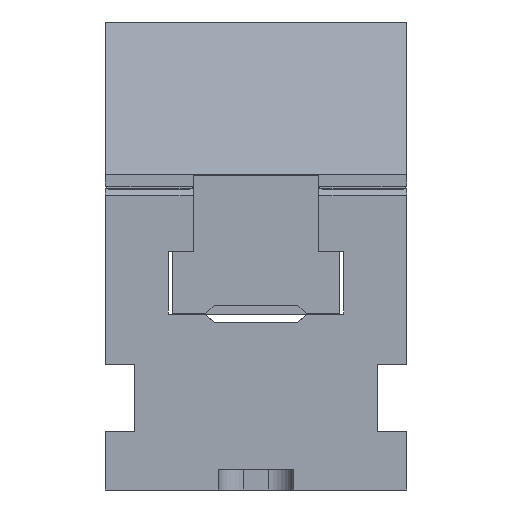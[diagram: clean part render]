
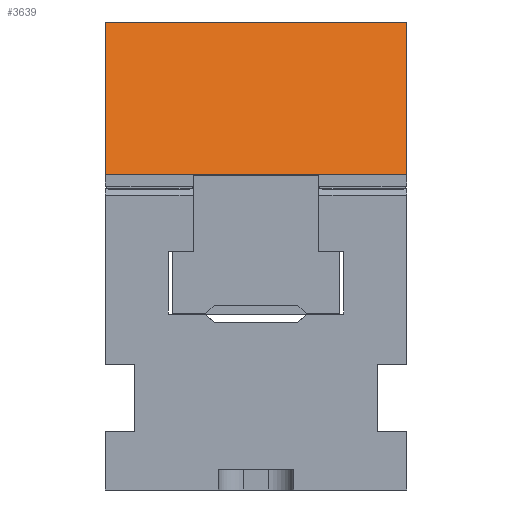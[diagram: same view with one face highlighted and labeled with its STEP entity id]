
A CAD part, front view. The second image highlights one B-rep face of the part: STEP entity #3639.
In plain terms, the highlighted face is planar.
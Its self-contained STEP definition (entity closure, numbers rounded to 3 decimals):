
#3639 = ADVANCED_FACE( '', ( #8509 ), #8510, .T. );
#8509 = FACE_OUTER_BOUND( '', #14787, .T. );
#8510 = PLANE( '', #14788 );
#14787 = EDGE_LOOP( '', ( #25843, #25844, #25845, #25846 ) );
#14788 = AXIS2_PLACEMENT_3D( '', #25847, #25848, #25849 );
#25843 = ORIENTED_EDGE( '', *, *, #38817, .F. );
#25844 = ORIENTED_EDGE( '', *, *, #42214, .F. );
#25845 = ORIENTED_EDGE( '', *, *, #42215, .T. );
#25846 = ORIENTED_EDGE( '', *, *, #40481, .T. );
#25847 = CARTESIAN_POINT( '', ( 36., 27.25, 40. ) );
#25848 = DIRECTION( '', ( 0., 0.966, 0.259 ) );
#25849 = DIRECTION( '', ( 0., -0.259, 0.966 ) );
#38817 = EDGE_CURVE( '', #46986, #46988, #46989, .T. );
#40481 = EDGE_CURVE( '', #49867, #46988, #49884, .T. );
#42214 = EDGE_CURVE( '', #52694, #46986, #52695, .T. );
#42215 = EDGE_CURVE( '', #52694, #49867, #52696, .T. );
#46986 = VERTEX_POINT( '', #58896 );
#46988 = VERTEX_POINT( '', #58899 );
#46989 = LINE( '', #58900, #58901 );
#49867 = VERTEX_POINT( '', #63136 );
#49884 = LINE( '', #63162, #63163 );
#52694 = VERTEX_POINT( '', #67402 );
#52695 = LINE( '', #67403, #67404 );
#52696 = LINE( '', #67405, #67406 );
#58896 = CARTESIAN_POINT( '', ( -36., 27.25, 40. ) );
#58899 = CARTESIAN_POINT( '', ( -36., 37., 3.613 ) );
#58900 = CARTESIAN_POINT( '', ( -36., 27.25, 40. ) );
#58901 = VECTOR( '', #74418, 1000. );
#63136 = CARTESIAN_POINT( '', ( 36., 37., 3.613 ) );
#63162 = CARTESIAN_POINT( '', ( 36., 37., 3.613 ) );
#63163 = VECTOR( '', #75950, 1000. );
#67402 = CARTESIAN_POINT( '', ( 36., 27.25, 40. ) );
#67403 = CARTESIAN_POINT( '', ( 36., 27.25, 40. ) );
#67404 = VECTOR( '', #77530, 1000. );
#67405 = CARTESIAN_POINT( '', ( 36., 27.25, 40. ) );
#67406 = VECTOR( '', #77531, 1000. );
#74418 = DIRECTION( '', ( 0., 0.259, -0.966 ) );
#75950 = DIRECTION( '', ( -1., 0., 0. ) );
#77530 = DIRECTION( '', ( -1., 0., 0. ) );
#77531 = DIRECTION( '', ( 0., 0.259, -0.966 ) );
